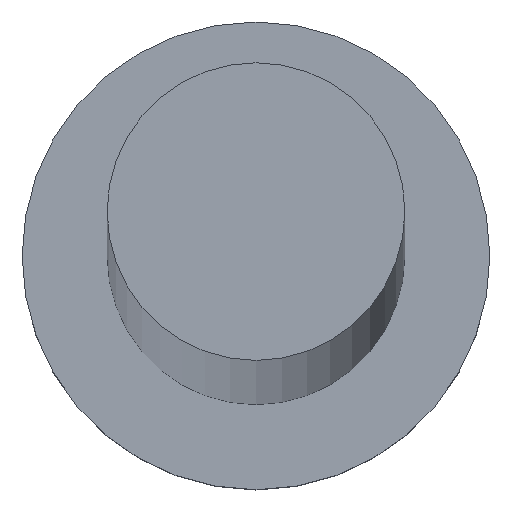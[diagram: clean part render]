
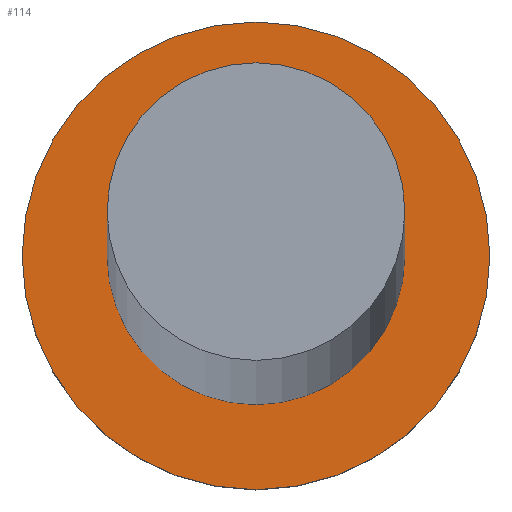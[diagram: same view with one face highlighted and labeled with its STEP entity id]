
A CAD part, top view. The second image highlights one B-rep face of the part: STEP entity #114.
In plain terms, the highlighted planar face has unit normal (0, 0, 1).
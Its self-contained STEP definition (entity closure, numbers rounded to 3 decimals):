
#8 = AXIS2_PLACEMENT_3D ( 'NONE', #233, #232, #128 ) ;
#12 = CARTESIAN_POINT ( 'NONE',  ( 7., 0., 7. ) ) ;
#16 = DIRECTION ( 'NONE',  ( 0., 0., 1. ) ) ;
#30 = DIRECTION ( 'NONE',  ( 1., 0., 0. ) ) ;
#34 = CARTESIAN_POINT ( 'NONE',  ( 0., 0., 7. ) ) ;
#37 = DIRECTION ( 'NONE',  ( 1., 0., 0. ) ) ;
#45 = EDGE_LOOP ( 'NONE', ( #202, #163 ) ) ;
#50 = CARTESIAN_POINT ( 'NONE',  ( -7., 0., 7. ) ) ;
#63 = EDGE_LOOP ( 'NONE', ( #225, #160 ) ) ;
#66 = VERTEX_POINT ( 'NONE', #50 ) ;
#67 = VERTEX_POINT ( 'NONE', #12 ) ;
#71 = FACE_OUTER_BOUND ( 'NONE', #63, .T. ) ;
#77 = AXIS2_PLACEMENT_3D ( 'NONE', #211, #171, #229 ) ;
#90 = VERTEX_POINT ( 'NONE', #208 ) ;
#91 = CIRCLE ( 'NONE', #149, 7. ) ;
#93 = CARTESIAN_POINT ( 'NONE',  ( -11., 0., 7. ) ) ;
#99 = DIRECTION ( 'NONE',  ( 1., 0., 0. ) ) ;
#101 = EDGE_CURVE ( 'NONE', #67, #66, #91, .T. ) ;
#114 = ADVANCED_FACE ( 'NONE', ( #165, #71 ), #146, .T. ) ;
#127 = DIRECTION ( 'NONE',  ( 0., 0., 1. ) ) ;
#128 = DIRECTION ( 'NONE',  ( 1., 0., 0. ) ) ;
#133 = CARTESIAN_POINT ( 'NONE',  ( 0., 0., 7. ) ) ;
#142 = VERTEX_POINT ( 'NONE', #93 ) ;
#146 = PLANE ( 'NONE',  #77 ) ;
#149 = AXIS2_PLACEMENT_3D ( 'NONE', #234, #127, #30 ) ;
#158 = AXIS2_PLACEMENT_3D ( 'NONE', #34, #220, #99 ) ;
#160 = ORIENTED_EDGE ( 'NONE', *, *, #195, .T. ) ;
#163 = ORIENTED_EDGE ( 'NONE', *, *, #101, .F. ) ;
#164 = CIRCLE ( 'NONE', #182, 11. ) ;
#165 = FACE_BOUND ( 'NONE', #45, .T. ) ;
#166 = EDGE_CURVE ( 'NONE', #66, #67, #219, .T. ) ;
#169 = EDGE_CURVE ( 'NONE', #142, #90, #201, .T. ) ;
#171 = DIRECTION ( 'NONE',  ( 0., 0., 1. ) ) ;
#182 = AXIS2_PLACEMENT_3D ( 'NONE', #133, #16, #37 ) ;
#195 = EDGE_CURVE ( 'NONE', #90, #142, #164, .T. ) ;
#201 = CIRCLE ( 'NONE', #158, 11. ) ;
#202 = ORIENTED_EDGE ( 'NONE', *, *, #166, .F. ) ;
#208 = CARTESIAN_POINT ( 'NONE',  ( 11., 0., 7. ) ) ;
#211 = CARTESIAN_POINT ( 'NONE',  ( 0., 0., 7. ) ) ;
#219 = CIRCLE ( 'NONE', #8, 7. ) ;
#220 = DIRECTION ( 'NONE',  ( 0., 0., 1. ) ) ;
#225 = ORIENTED_EDGE ( 'NONE', *, *, #169, .T. ) ;
#229 = DIRECTION ( 'NONE',  ( 1., 0., 0. ) ) ;
#232 = DIRECTION ( 'NONE',  ( 0., 0., 1. ) ) ;
#233 = CARTESIAN_POINT ( 'NONE',  ( 0., 0., 7. ) ) ;
#234 = CARTESIAN_POINT ( 'NONE',  ( 0., 0., 7. ) ) ;
